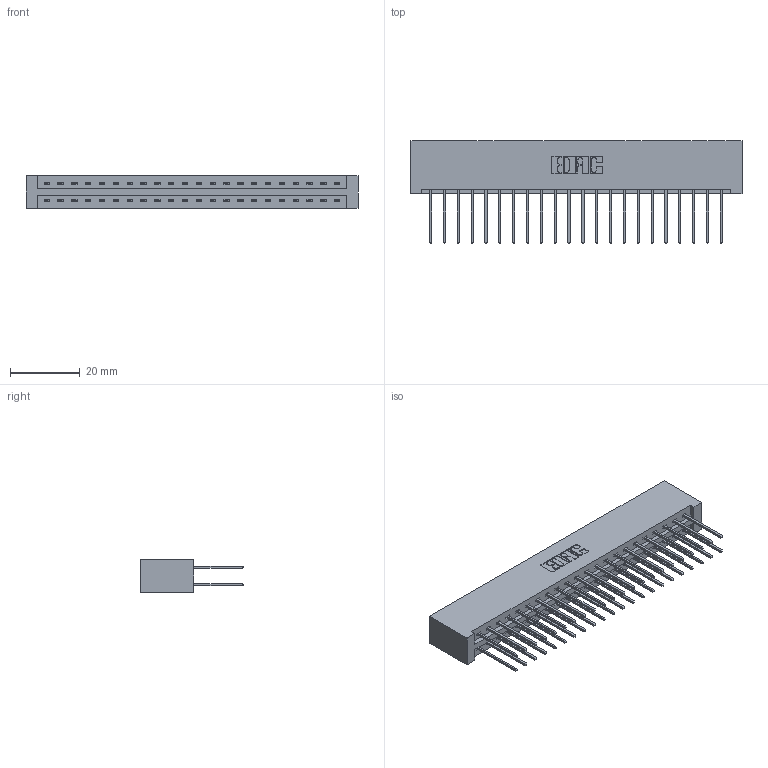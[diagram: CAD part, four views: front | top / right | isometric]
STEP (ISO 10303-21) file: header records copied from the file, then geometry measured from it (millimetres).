
FILE_DESCRIPTION (( 'STEP AP203' ), '1' );
FILE_NAME ('337-044-540-201.STEP', '2018-08-09T04:59:19', ( '' ), ( '' ), 'SwSTEP 2.0', 'SolidWorks 2016', '' );
FILE_SCHEMA (( 'CONFIG_CONTROL_DESIGN' ));
Length unit declared in the file: inch
Products named in the file (3): 337 Part_No Mounting Lugs; 345-292-001_345-293-140; 337-044-540-201
Assembly tree (45 placements, depth 2):
  337-044-540-201
    337 Part_No Mounting Lugs
    345-292-001_345-293-140  x44
Bounding box: 95.05 x 29.47 x 9.4 mm (x, y, z)
Volume: 10678.1 mm3; surface area: 12758 mm2
Topology: 45 solids, 45 shells, 2482 faces, 7371 edges, 4854 vertices
Faces by surface type: plane 1738, cylinder 744
Entity records: 19385 total; most frequent: CARTESIAN_POINT 3282, ORIENTED_EDGE 3218, DIRECTION 2821, EDGE_CURVE 1609, LINE 1489, VECTOR 1489, VERTEX_POINT 1070, AXIS2_PLACEMENT_3D 666
